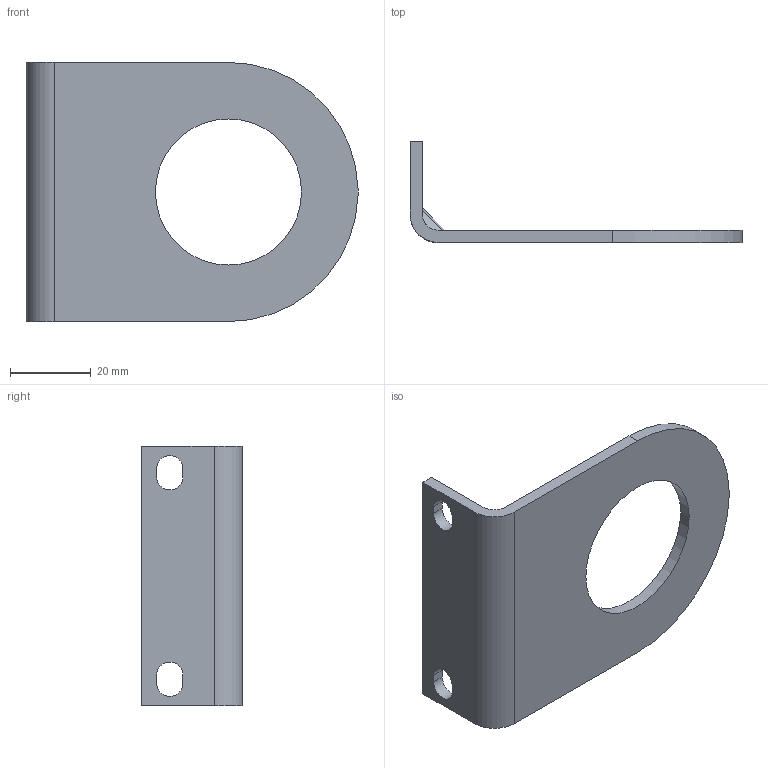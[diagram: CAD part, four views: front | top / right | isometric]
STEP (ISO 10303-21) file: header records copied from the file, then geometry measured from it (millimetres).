
FILE_DESCRIPTION(/* description */ ('STEP AP214'),/* implementation_level */ '2;1');
FILE_NAME(/* name */ '162805_HR-D-MAXI',/* time_stamp */ '2024-08-29T11:48:47+02:00',/* author */ ('License CC BY-ND 4.0'),/* organization */ ('CADENAS'),/* preprocessor_version */ 'ST-DEVELOPER v19.3',/* originating_system */ 'PARTsolutions',/* authorisation */ ' ');
FILE_SCHEMA (('AUTOMOTIVE_DESIGN {1 0 10303 214 3 1 1}'));
Length unit declared in the file: millimetre
Products named in the file (1): 162805 HR-D-MAXI
Bounding box: 82 x 25 x 64 mm (x, y, z)
Volume: 15016.8 mm3; surface area: 11295.3 mm2
Topology: 1 solids, 1 shells, 33 faces, 94 edges, 63 vertices
Faces by surface type: plane 18, cylinder 15
Full cylindrical faces by diameter (mm): 36.1 x1
Entity records: 1114 total; most frequent: DIRECTION 190, CARTESIAN_POINT 188, ORIENTED_EDGE 184, EDGE_CURVE 92, AXIS2_PLACEMENT_3D 64, VERTEX_POINT 62, LINE 62, VECTOR 62
